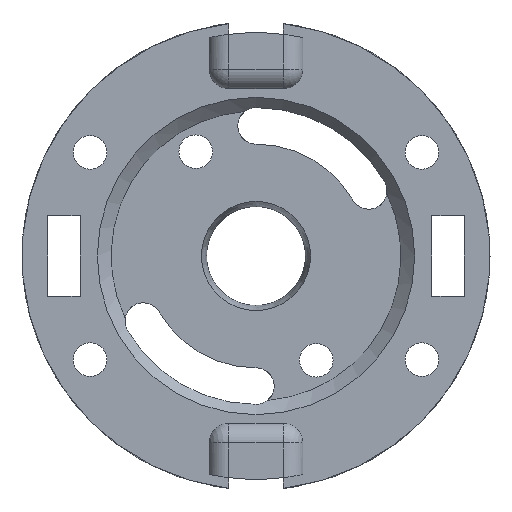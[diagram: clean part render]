
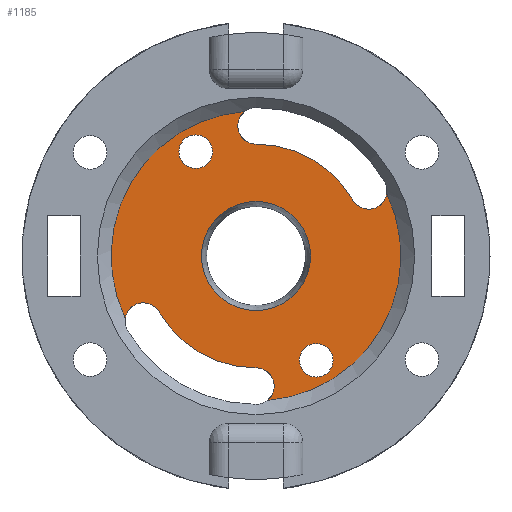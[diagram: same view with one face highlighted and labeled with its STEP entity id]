
A CAD part, left-side view. The second image highlights one B-rep face of the part: STEP entity #1185.
In plain terms, the highlighted planar face has unit normal (-1, 0, 0).
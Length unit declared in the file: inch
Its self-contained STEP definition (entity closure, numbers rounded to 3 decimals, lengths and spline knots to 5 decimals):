
#215=PLANE($,#1267);
#235=FACE_BOUND($,#352,.T.);
#236=FACE_BOUND($,#353,.T.);
#237=FACE_BOUND($,#354,.T.);
#273=FACE_OUTER_BOUND($,#351,.T.);
#351=EDGE_LOOP($,(#841,#842,#843,#844,#845,#846,#847,#848));
#352=EDGE_LOOP($,(#849));
#353=EDGE_LOOP($,(#850));
#354=EDGE_LOOP($,(#851));
#459=CIRCLE($,#1266,0.159);
#460=CIRCLE($,#1268,0.326);
#461=CIRCLE($,#1269,0.05325);
#462=CIRCLE($,#1270,0.42243);
#463=CIRCLE($,#1271,0.05325);
#464=CIRCLE($,#1272,0.326);
#465=CIRCLE($,#1273,0.05325);
#466=CIRCLE($,#1274,0.42243);
#467=CIRCLE($,#1275,0.05325);
#468=CIRCLE($,#1276,0.049);
#469=CIRCLE($,#1277,0.049);
#549=VERTEX_POINT($,#1831);
#550=VERTEX_POINT($,#1834);
#551=VERTEX_POINT($,#1835);
#552=VERTEX_POINT($,#1837);
#553=VERTEX_POINT($,#1839);
#554=VERTEX_POINT($,#1841);
#555=VERTEX_POINT($,#1843);
#556=VERTEX_POINT($,#1845);
#557=VERTEX_POINT($,#1847);
#558=VERTEX_POINT($,#1850);
#559=VERTEX_POINT($,#1852);
#665=EDGE_CURVE($,#549,#549,#459,.T.);
#666=EDGE_CURVE($,#550,#551,#460,.T.);
#667=EDGE_CURVE($,#551,#552,#461,.T.);
#668=EDGE_CURVE($,#552,#553,#462,.T.);
#669=EDGE_CURVE($,#553,#554,#463,.T.);
#670=EDGE_CURVE($,#554,#555,#464,.T.);
#671=EDGE_CURVE($,#555,#556,#465,.T.);
#672=EDGE_CURVE($,#556,#557,#466,.T.);
#673=EDGE_CURVE($,#557,#550,#467,.T.);
#674=EDGE_CURVE($,#558,#558,#468,.T.);
#675=EDGE_CURVE($,#559,#559,#469,.T.);
#841=ORIENTED_EDGE($,*,*,#666,.T.);
#842=ORIENTED_EDGE($,*,*,#667,.T.);
#843=ORIENTED_EDGE($,*,*,#668,.T.);
#844=ORIENTED_EDGE($,*,*,#669,.T.);
#845=ORIENTED_EDGE($,*,*,#670,.T.);
#846=ORIENTED_EDGE($,*,*,#671,.T.);
#847=ORIENTED_EDGE($,*,*,#672,.T.);
#848=ORIENTED_EDGE($,*,*,#673,.T.);
#849=ORIENTED_EDGE($,*,*,#674,.T.);
#850=ORIENTED_EDGE($,*,*,#675,.T.);
#851=ORIENTED_EDGE($,*,*,#665,.T.);
#1185=ADVANCED_FACE($,(#273,#235,#236,#237),#215,.F.);
#1266=AXIS2_PLACEMENT_3D($,#1832,#1440,#1441);
#1267=AXIS2_PLACEMENT_3D($,#1833,#1442,#1443);
#1268=AXIS2_PLACEMENT_3D($,#1836,#1444,#1445);
#1269=AXIS2_PLACEMENT_3D($,#1838,#1446,#1447);
#1270=AXIS2_PLACEMENT_3D($,#1840,#1448,#1449);
#1271=AXIS2_PLACEMENT_3D($,#1842,#1450,#1451);
#1272=AXIS2_PLACEMENT_3D($,#1844,#1452,#1453);
#1273=AXIS2_PLACEMENT_3D($,#1846,#1454,#1455);
#1274=AXIS2_PLACEMENT_3D($,#1848,#1456,#1457);
#1275=AXIS2_PLACEMENT_3D($,#1849,#1458,#1459);
#1276=AXIS2_PLACEMENT_3D($,#1851,#1460,#1461);
#1277=AXIS2_PLACEMENT_3D($,#1853,#1462,#1463);
#1440=DIRECTION('center_axis',(1.,0.,0.));
#1441=DIRECTION('ref_axis',(0.,0.,1.));
#1442=DIRECTION('center_axis',(1.,0.,0.));
#1443=DIRECTION('ref_axis',(0.,0.,-1.));
#1444=DIRECTION('center_axis',(-1.,0.,0.));
#1445=DIRECTION('ref_axis',(0.,0.866,-0.5));
#1446=DIRECTION('center_axis',(1.,0.,0.));
#1447=DIRECTION('ref_axis',(0.,0.,1.));
#1448=DIRECTION('center_axis',(-1.,0.,0.));
#1449=DIRECTION('ref_axis',(0.,-0.078,-0.997));
#1450=DIRECTION('center_axis',(1.,0.,0.));
#1451=DIRECTION('ref_axis',(0.,0.,-1.));
#1452=DIRECTION('center_axis',(-1.,0.,0.));
#1453=DIRECTION('ref_axis',(0.,-0.866,0.5));
#1454=DIRECTION('center_axis',(1.,0.,0.));
#1455=DIRECTION('ref_axis',(0.,0.,-1.));
#1456=DIRECTION('center_axis',(-1.,0.,0.));
#1457=DIRECTION('ref_axis',(0.,0.078,0.997));
#1458=DIRECTION('center_axis',(1.,0.,0.));
#1459=DIRECTION('ref_axis',(0.,0.99,0.141));
#1460=DIRECTION('center_axis',(1.,0.,0.));
#1461=DIRECTION('ref_axis',(0.,0.,-1.));
#1462=DIRECTION('center_axis',(1.,0.,0.));
#1463=DIRECTION('ref_axis',(0.,0.,-1.));
#1831=CARTESIAN_POINT('',(0.25,0.,0.159));
#1832=CARTESIAN_POINT('Origin',(0.25,0.,0.));
#1833=CARTESIAN_POINT('Origin',(0.25,0.,0.));
#1834=CARTESIAN_POINT('',(0.25,0.28232,-0.163));
#1835=CARTESIAN_POINT('',(0.25,0.,-0.326));
#1836=CARTESIAN_POINT('Origin',(0.25,0.,0.));
#1837=CARTESIAN_POINT('',(0.25,-0.03286,-0.42115));
#1838=CARTESIAN_POINT('Origin',(0.25,0.,-0.37925));
#1839=CARTESIAN_POINT('',(0.25,-0.38116,0.18212));
#1840=CARTESIAN_POINT('Origin',(0.25,0.,0.));
#1841=CARTESIAN_POINT('',(0.25,-0.28232,0.163));
#1842=CARTESIAN_POINT('Origin',(0.25,-0.32844,0.18963));
#1843=CARTESIAN_POINT('',(0.25,0.,0.326));
#1844=CARTESIAN_POINT('Origin',(0.25,0.,0.));
#1845=CARTESIAN_POINT('',(0.25,0.03286,0.42115));
#1846=CARTESIAN_POINT('Origin',(0.25,0.,0.37925));
#1847=CARTESIAN_POINT('',(0.25,0.38116,-0.18212));
#1848=CARTESIAN_POINT('Origin',(0.25,0.,0.));
#1849=CARTESIAN_POINT('Origin',(0.25,0.32844,-0.18963));
#1850=CARTESIAN_POINT('',(0.25,-0.1755,-0.35297));
#1851=CARTESIAN_POINT('Origin',(0.25,-0.1755,-0.30397));
#1852=CARTESIAN_POINT('',(0.25,0.1755,0.25497));
#1853=CARTESIAN_POINT('Origin',(0.25,0.1755,0.30397));
